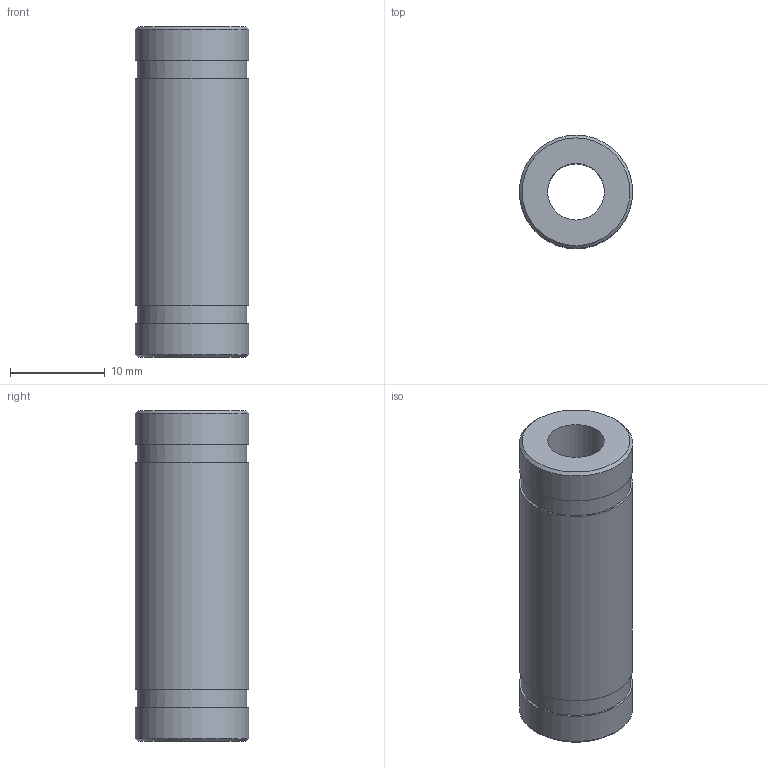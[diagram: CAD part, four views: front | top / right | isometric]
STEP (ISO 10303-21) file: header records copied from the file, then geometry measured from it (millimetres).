
FILE_DESCRIPTION (( 'STEP AP214' ), '1' );
FILE_NAME ('1065-Z1P-A.STEP', '2013-05-15T14:43:26', ( '3DAssist' ), ( '' ), 'SwSTEP 2.0', 'SolidWorks 2013', '' );
FILE_SCHEMA (( 'AUTOMOTIVE_DESIGN' ));
Length unit declared in the file: millimetre
Products named in the file (1): 1065-Z1P-A
Bounding box: 12 x 12 x 35 mm (x, y, z)
Volume: 2935.8 mm3; surface area: 2160 mm2
Topology: 1 solids, 1 shells, 14 faces, 24 edges, 16 vertices
Faces by surface type: cylinder 6, plane 6, cone 2
Full cylindrical faces by diameter (mm): 6 x1, 11.6 x2, 12 x3
Entity records: 355 total; most frequent: DIRECTION 58, CARTESIAN_POINT 43, AXIS2_PLACEMENT_3D 29, ORIENTED_EDGE 28, EDGE_LOOP 28, FACE_OUTER_BOUND 20, ADVANCED_FACE 14, CIRCLE 14
